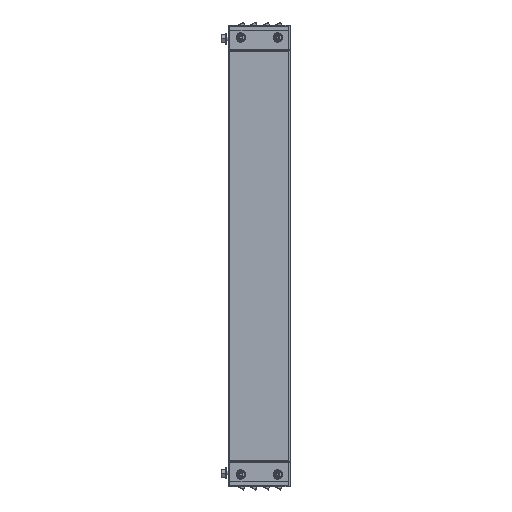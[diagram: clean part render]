
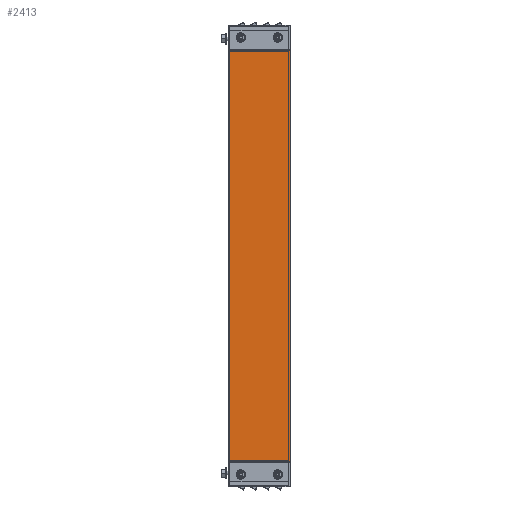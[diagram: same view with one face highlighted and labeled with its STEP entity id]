
A CAD part, left-side view. The second image highlights one B-rep face of the part: STEP entity #2413.
In plain terms, the highlighted planar face has unit normal (-1, 0, 0).
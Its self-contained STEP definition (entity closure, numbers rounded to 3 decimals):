
#31 = EDGE_CURVE ( 'NONE', #10059, #10994, #9087, .T. ) ;
#304 = DIRECTION ( 'NONE',  ( 0., -1., 0. ) ) ;
#474 = LINE ( 'NONE', #9786, #4486 ) ;
#800 = CARTESIAN_POINT ( 'NONE',  ( 0., -100., 65.4 ) ) ;
#816 = DIRECTION ( 'NONE',  ( 0., 1., 0. ) ) ;
#1158 = DIRECTION ( 'NONE',  ( 0., 0., 1. ) ) ;
#2017 = VECTOR ( 'NONE', #2307, 1000. ) ;
#2039 = VERTEX_POINT ( 'NONE', #9612 ) ;
#2065 = ORIENTED_EDGE ( 'NONE', *, *, #8698, .T. ) ;
#2307 = DIRECTION ( 'NONE',  ( 0., 0., -1. ) ) ;
#2345 = DIRECTION ( 'NONE',  ( -1., 0., 0. ) ) ;
#2413 = ADVANCED_FACE ( 'NONE', ( #14803 ), #8003, .T. ) ;
#2420 = CARTESIAN_POINT ( 'NONE',  ( 0., 0., 0. ) ) ;
#3138 = ORIENTED_EDGE ( 'NONE', *, *, #3776, .T. ) ;
#3204 = CARTESIAN_POINT ( 'NONE',  ( 0., 0., 65.4 ) ) ;
#3216 = EDGE_CURVE ( 'NONE', #2039, #10803, #13790, .T. ) ;
#3689 = AXIS2_PLACEMENT_3D ( 'NONE', #2420, #2345, #13599 ) ;
#3776 = EDGE_CURVE ( 'NONE', #10994, #2039, #12316, .T. ) ;
#4486 = VECTOR ( 'NONE', #304, 1000. ) ;
#5192 = CARTESIAN_POINT ( 'NONE',  ( 0., 0., 734.6 ) ) ;
#8003 = PLANE ( 'NONE',  #3689 ) ;
#8698 = EDGE_CURVE ( 'NONE', #10803, #10059, #474, .T. ) ;
#9087 = LINE ( 'NONE', #10307, #12807 ) ;
#9392 = ORIENTED_EDGE ( 'NONE', *, *, #3216, .T. ) ;
#9612 = CARTESIAN_POINT ( 'NONE',  ( 0., 0., 734.6 ) ) ;
#9786 = CARTESIAN_POINT ( 'NONE',  ( 0., 0., 65.4 ) ) ;
#10059 = VERTEX_POINT ( 'NONE', #800 ) ;
#10307 = CARTESIAN_POINT ( 'NONE',  ( 0., -100., 65.4 ) ) ;
#10803 = VERTEX_POINT ( 'NONE', #11802 ) ;
#10994 = VERTEX_POINT ( 'NONE', #12905 ) ;
#11222 = VECTOR ( 'NONE', #816, 1000. ) ;
#11802 = CARTESIAN_POINT ( 'NONE',  ( 0., 0., 65.4 ) ) ;
#12316 = LINE ( 'NONE', #5192, #11222 ) ;
#12807 = VECTOR ( 'NONE', #1158, 1000. ) ;
#12905 = CARTESIAN_POINT ( 'NONE',  ( 0., -100., 734.6 ) ) ;
#13171 = EDGE_LOOP ( 'NONE', ( #2065, #13244, #3138, #9392 ) ) ;
#13244 = ORIENTED_EDGE ( 'NONE', *, *, #31, .T. ) ;
#13599 = DIRECTION ( 'NONE',  ( 0., 0., 1. ) ) ;
#13790 = LINE ( 'NONE', #3204, #2017 ) ;
#14803 = FACE_OUTER_BOUND ( 'NONE', #13171, .T. ) ;
